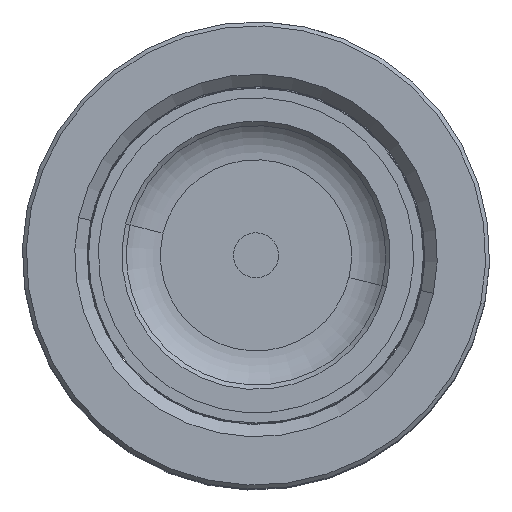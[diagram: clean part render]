
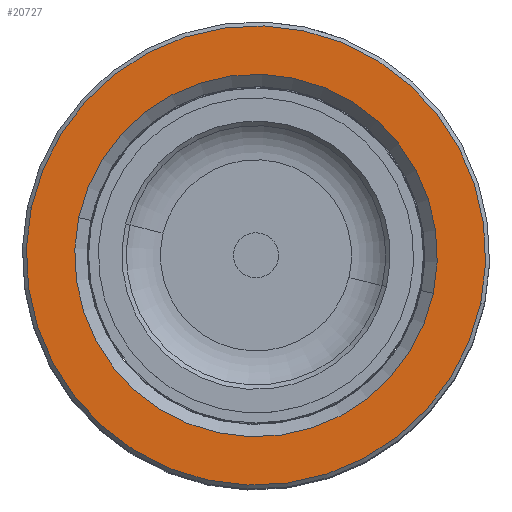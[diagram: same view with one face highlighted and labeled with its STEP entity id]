
A CAD part, top view. The second image highlights one B-rep face of the part: STEP entity #20727.
In plain terms, the highlighted planar face has unit normal (0, 0, 1).
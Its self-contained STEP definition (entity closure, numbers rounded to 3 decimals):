
#456 = CARTESIAN_POINT ( 'NONE',  ( -32.2, 0., 100. ) ) ;
#1335 = AXIS2_PLACEMENT_3D ( 'NONE', #33854, #45557, #23170 ) ;
#4133 = CARTESIAN_POINT ( 'NONE',  ( 0., 0., 100. ) ) ;
#4827 = VERTEX_POINT ( 'NONE', #30325 ) ;
#6181 = CARTESIAN_POINT ( 'NONE',  ( 32.2, 0., 100. ) ) ;
#8910 = VERTEX_POINT ( 'NONE', #40429 ) ;
#12917 = DIRECTION ( 'NONE',  ( 1., 0., 0. ) ) ;
#13236 = CIRCLE ( 'NONE', #39420, 32.2 ) ;
#16004 = DIRECTION ( 'NONE',  ( 0., 0., 1. ) ) ;
#16176 = DIRECTION ( 'NONE',  ( 1., 0., 0. ) ) ;
#18810 = PLANE ( 'NONE',  #21411 ) ;
#18811 = EDGE_CURVE ( 'NONE', #4827, #8910, #27999, .T. ) ;
#19392 = ORIENTED_EDGE ( 'NONE', *, *, #22165, .T. ) ;
#20727 = ADVANCED_FACE ( 'NONE', ( #41508, #22683 ), #18810, .T. ) ;
#21411 = AXIS2_PLACEMENT_3D ( 'NONE', #33777, #26526, #35296 ) ;
#22165 = EDGE_CURVE ( 'NONE', #44616, #31321, #13236, .T. ) ;
#22683 = FACE_BOUND ( 'NONE', #31276, .T. ) ;
#23170 = DIRECTION ( 'NONE',  ( 1., 0., 0. ) ) ;
#25195 = ORIENTED_EDGE ( 'NONE', *, *, #29547, .T. ) ;
#25484 = ORIENTED_EDGE ( 'NONE', *, *, #18811, .T. ) ;
#25886 = AXIS2_PLACEMENT_3D ( 'NONE', #37984, #45594, #26484 ) ;
#26484 = DIRECTION ( 'NONE',  ( 1., 0., 0. ) ) ;
#26526 = DIRECTION ( 'NONE',  ( 0., 0., 1. ) ) ;
#27999 = CIRCLE ( 'NONE', #30171, 40.8 ) ;
#29547 = EDGE_CURVE ( 'NONE', #8910, #4827, #30729, .T. ) ;
#30171 = AXIS2_PLACEMENT_3D ( 'NONE', #4133, #16004, #16176 ) ;
#30325 = CARTESIAN_POINT ( 'NONE',  ( -40.8, 0., 100. ) ) ;
#30729 = CIRCLE ( 'NONE', #1335, 40.8 ) ;
#31276 = EDGE_LOOP ( 'NONE', ( #46125, #19392 ) ) ;
#31321 = VERTEX_POINT ( 'NONE', #6181 ) ;
#33777 = CARTESIAN_POINT ( 'NONE',  ( 0., 0., 100. ) ) ;
#33854 = CARTESIAN_POINT ( 'NONE',  ( 0., 0., 100. ) ) ;
#35296 = DIRECTION ( 'NONE',  ( 1., 0., 0. ) ) ;
#35424 = CARTESIAN_POINT ( 'NONE',  ( 0., 0., 100. ) ) ;
#37704 = EDGE_CURVE ( 'NONE', #31321, #44616, #38336, .T. ) ;
#37984 = CARTESIAN_POINT ( 'NONE',  ( 0., 0., 100. ) ) ;
#38336 = CIRCLE ( 'NONE', #25886, 32.2 ) ;
#39420 = AXIS2_PLACEMENT_3D ( 'NONE', #35424, #43012, #12917 ) ;
#40429 = CARTESIAN_POINT ( 'NONE',  ( 40.8, 0., 100. ) ) ;
#41508 = FACE_OUTER_BOUND ( 'NONE', #48079, .T. ) ;
#43012 = DIRECTION ( 'NONE',  ( 0., 0., -1. ) ) ;
#44616 = VERTEX_POINT ( 'NONE', #456 ) ;
#45557 = DIRECTION ( 'NONE',  ( 0., 0., 1. ) ) ;
#45594 = DIRECTION ( 'NONE',  ( 0., 0., -1. ) ) ;
#46125 = ORIENTED_EDGE ( 'NONE', *, *, #37704, .T. ) ;
#48079 = EDGE_LOOP ( 'NONE', ( #25484, #25195 ) ) ;
